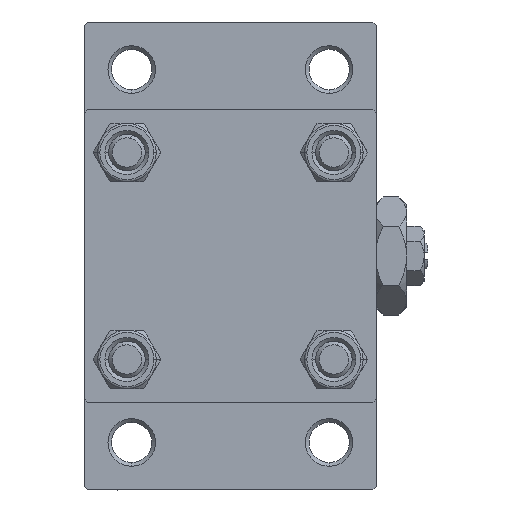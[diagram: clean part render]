
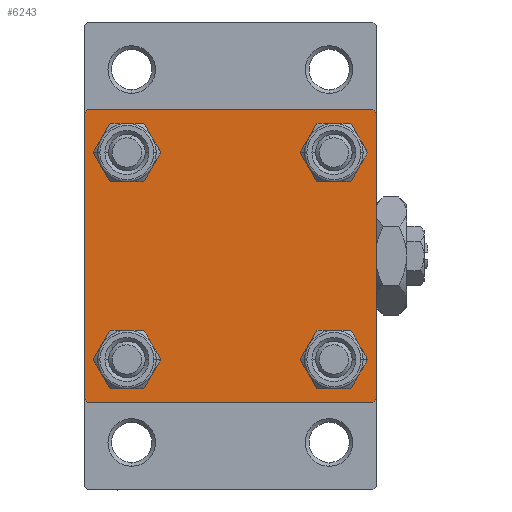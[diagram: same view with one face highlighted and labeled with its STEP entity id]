
A CAD part, left-side view. The second image highlights one B-rep face of the part: STEP entity #6243.
In plain terms, the highlighted planar face has unit normal (-1, 0, 0).
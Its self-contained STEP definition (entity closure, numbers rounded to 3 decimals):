
#260 = DIRECTION ( 'NONE',  ( 0., 0.707, -0.707 ) ) ;
#311 = CARTESIAN_POINT ( 'NONE',  ( 0., 20., 19.5 ) ) ;
#1008 = ORIENTED_EDGE ( 'NONE', *, *, #4548, .F. ) ;
#1271 = DIRECTION ( 'NONE',  ( 1., 0., 0. ) ) ;
#1286 = VERTEX_POINT ( 'NONE', #42490 ) ;
#1633 = LINE ( 'NONE', #5547, #41245 ) ;
#1958 = ORIENTED_EDGE ( 'NONE', *, *, #6411, .T. ) ;
#2094 = EDGE_CURVE ( 'NONE', #42367, #31744, #7910, .T. ) ;
#2212 = VERTEX_POINT ( 'NONE', #10934 ) ;
#2295 = CARTESIAN_POINT ( 'NONE',  ( 0., 0., 0. ) ) ;
#4090 = CARTESIAN_POINT ( 'NONE',  ( 0., -14.15, -11.15 ) ) ;
#4548 = EDGE_CURVE ( 'NONE', #28179, #28063, #39587, .T. ) ;
#4864 = AXIS2_PLACEMENT_3D ( 'NONE', #21026, #25438, #33072 ) ;
#5131 = DIRECTION ( 'NONE',  ( 0., -0.707, 0.707 ) ) ;
#5401 = CARTESIAN_POINT ( 'NONE',  ( 0., -14.15, 14.15 ) ) ;
#5547 = CARTESIAN_POINT ( 'NONE',  ( 0., -19.75, 19.75 ) ) ;
#5924 = DIRECTION ( 'NONE',  ( 0., 0., 1. ) ) ;
#6243 = ADVANCED_FACE ( 'NONE', ( #24915, #16821, #28150, #17062, #23933 ), #32085, .T. ) ;
#6411 = EDGE_CURVE ( 'NONE', #41443, #28063, #12051, .T. ) ;
#6752 = CARTESIAN_POINT ( 'NONE',  ( 0., 19.75, -19.75 ) ) ;
#7167 = VECTOR ( 'NONE', #9788, 1000. ) ;
#7200 = VERTEX_POINT ( 'NONE', #13949 ) ;
#7910 = CIRCLE ( 'NONE', #14987, 3. ) ;
#8294 = VERTEX_POINT ( 'NONE', #26192 ) ;
#8450 = VECTOR ( 'NONE', #38358, 1000. ) ;
#8575 = CARTESIAN_POINT ( 'NONE',  ( 0., 19.75, 19.75 ) ) ;
#8854 = EDGE_CURVE ( 'NONE', #13056, #47839, #40594, .T. ) ;
#9063 = CARTESIAN_POINT ( 'NONE',  ( 0., -19.75, -19.75 ) ) ;
#9114 = CARTESIAN_POINT ( 'NONE',  ( 0., 14.15, 14.15 ) ) ;
#9788 = DIRECTION ( 'NONE',  ( 0., 0., -1. ) ) ;
#10077 = AXIS2_PLACEMENT_3D ( 'NONE', #5401, #16737, #10493 ) ;
#10493 = DIRECTION ( 'NONE',  ( 0., 0., 1. ) ) ;
#10934 = CARTESIAN_POINT ( 'NONE',  ( 0., -14.15, 11.15 ) ) ;
#11958 = DIRECTION ( 'NONE',  ( 0., 0., 1. ) ) ;
#12051 = LINE ( 'NONE', #9063, #44693 ) ;
#12102 = EDGE_CURVE ( 'NONE', #2212, #38803, #16184, .T. ) ;
#12296 = VECTOR ( 'NONE', #260, 1000. ) ;
#12717 = DIRECTION ( 'NONE',  ( 0., 0., -1. ) ) ;
#12723 = LINE ( 'NONE', #12965, #8450 ) ;
#12938 = ORIENTED_EDGE ( 'NONE', *, *, #38974, .T. ) ;
#12965 = CARTESIAN_POINT ( 'NONE',  ( 0., 20., -20. ) ) ;
#13056 = VERTEX_POINT ( 'NONE', #22575 ) ;
#13125 = EDGE_CURVE ( 'NONE', #1286, #25732, #30756, .T. ) ;
#13949 = CARTESIAN_POINT ( 'NONE',  ( 0., 20., -19.5 ) ) ;
#13973 = AXIS2_PLACEMENT_3D ( 'NONE', #42479, #31149, #11958 ) ;
#14005 = CIRCLE ( 'NONE', #47833, 3. ) ;
#14964 = AXIS2_PLACEMENT_3D ( 'NONE', #19174, #34196, #41364 ) ;
#14987 = AXIS2_PLACEMENT_3D ( 'NONE', #43955, #24725, #47418 ) ;
#15859 = DIRECTION ( 'NONE',  ( 0., 0., 1. ) ) ;
#15994 = EDGE_CURVE ( 'NONE', #8294, #41443, #12723, .T. ) ;
#16184 = CIRCLE ( 'NONE', #22470, 3. ) ;
#16341 = EDGE_CURVE ( 'NONE', #26034, #46420, #36766, .T. ) ;
#16637 = DIRECTION ( 'NONE',  ( 0., 0.707, 0.707 ) ) ;
#16737 = DIRECTION ( 'NONE',  ( 1., 0., 0. ) ) ;
#16821 = FACE_BOUND ( 'NONE', #38400, .T. ) ;
#17054 = DIRECTION ( 'NONE',  ( 0., -1., 0. ) ) ;
#17062 = FACE_BOUND ( 'NONE', #47206, .T. ) ;
#17093 = EDGE_CURVE ( 'NONE', #38803, #2212, #20289, .T. ) ;
#17202 = EDGE_CURVE ( 'NONE', #31744, #42367, #14005, .T. ) ;
#17298 = DIRECTION ( 'NONE',  ( -1., 0., 0. ) ) ;
#18110 = DIRECTION ( 'NONE',  ( 0., 0., 1. ) ) ;
#18544 = AXIS2_PLACEMENT_3D ( 'NONE', #9114, #1271, #5924 ) ;
#18604 = CARTESIAN_POINT ( 'NONE',  ( 0., -20., -19.5 ) ) ;
#19174 = CARTESIAN_POINT ( 'NONE',  ( 0., 14.15, 14.15 ) ) ;
#19296 = DIRECTION ( 'NONE',  ( 1., 0., 0. ) ) ;
#20090 = ORIENTED_EDGE ( 'NONE', *, *, #29332, .T. ) ;
#20289 = CIRCLE ( 'NONE', #10077, 3. ) ;
#21016 = CARTESIAN_POINT ( 'NONE',  ( 0., 14.15, 11.15 ) ) ;
#21026 = CARTESIAN_POINT ( 'NONE',  ( 0., 14.15, -14.15 ) ) ;
#21561 = CARTESIAN_POINT ( 'NONE',  ( 0., -14.15, -14.15 ) ) ;
#22470 = AXIS2_PLACEMENT_3D ( 'NONE', #38026, #19296, #15859 ) ;
#22575 = CARTESIAN_POINT ( 'NONE',  ( 0., 14.15, 17.15 ) ) ;
#23723 = CARTESIAN_POINT ( 'NONE',  ( 0., -20., 19.5 ) ) ;
#23769 = EDGE_LOOP ( 'NONE', ( #25967, #44078, #45569, #1958, #1008, #12938, #37442, #45783 ) ) ;
#23933 = FACE_OUTER_BOUND ( 'NONE', #23769, .T. ) ;
#24048 = CARTESIAN_POINT ( 'NONE',  ( 0., -20., 20. ) ) ;
#24326 = ORIENTED_EDGE ( 'NONE', *, *, #26105, .T. ) ;
#24725 = DIRECTION ( 'NONE',  ( 1., 0., 0. ) ) ;
#24915 = FACE_BOUND ( 'NONE', #36681, .T. ) ;
#25438 = DIRECTION ( 'NONE',  ( 1., 0., 0. ) ) ;
#25732 = VERTEX_POINT ( 'NONE', #311 ) ;
#25772 = ORIENTED_EDGE ( 'NONE', *, *, #17093, .T. ) ;
#25967 = ORIENTED_EDGE ( 'NONE', *, *, #48566, .T. ) ;
#26034 = VERTEX_POINT ( 'NONE', #45787 ) ;
#26105 = EDGE_CURVE ( 'NONE', #47839, #13056, #36165, .T. ) ;
#26192 = CARTESIAN_POINT ( 'NONE',  ( 0., 19.5, -20. ) ) ;
#27084 = EDGE_LOOP ( 'NONE', ( #33678, #20090 ) ) ;
#28063 = VERTEX_POINT ( 'NONE', #18604 ) ;
#28150 = FACE_BOUND ( 'NONE', #27084, .T. ) ;
#28179 = VERTEX_POINT ( 'NONE', #23723 ) ;
#28465 = CIRCLE ( 'NONE', #4864, 3. ) ;
#28687 = DIRECTION ( 'NONE',  ( 0., -0.707, -0.707 ) ) ;
#29332 = EDGE_CURVE ( 'NONE', #46420, #26034, #28465, .T. ) ;
#29387 = CARTESIAN_POINT ( 'NONE',  ( 0., -14.15, -17.15 ) ) ;
#30756 = LINE ( 'NONE', #8575, #12296 ) ;
#31149 = DIRECTION ( 'NONE',  ( 1., 0., 0. ) ) ;
#31202 = LINE ( 'NONE', #46245, #31212 ) ;
#31212 = VECTOR ( 'NONE', #12717, 1000. ) ;
#31744 = VERTEX_POINT ( 'NONE', #29387 ) ;
#32085 = PLANE ( 'NONE',  #35565 ) ;
#32218 = CARTESIAN_POINT ( 'NONE',  ( 0., 14.15, -17.15 ) ) ;
#32317 = CARTESIAN_POINT ( 'NONE',  ( 0., 20., 20. ) ) ;
#32328 = DIRECTION ( 'NONE',  ( 0., 0., 1. ) ) ;
#32643 = ORIENTED_EDGE ( 'NONE', *, *, #8854, .T. ) ;
#32686 = CARTESIAN_POINT ( 'NONE',  ( 0., -14.15, 17.15 ) ) ;
#33072 = DIRECTION ( 'NONE',  ( 0., 0., 1. ) ) ;
#33470 = LINE ( 'NONE', #32317, #38068 ) ;
#33678 = ORIENTED_EDGE ( 'NONE', *, *, #16341, .T. ) ;
#34196 = DIRECTION ( 'NONE',  ( 1., 0., 0. ) ) ;
#34939 = VERTEX_POINT ( 'NONE', #43792 ) ;
#35565 = AXIS2_PLACEMENT_3D ( 'NONE', #2295, #17298, #32328 ) ;
#36165 = CIRCLE ( 'NONE', #14964, 3. ) ;
#36681 = EDGE_LOOP ( 'NONE', ( #25772, #41064 ) ) ;
#36766 = CIRCLE ( 'NONE', #13973, 3. ) ;
#37442 = ORIENTED_EDGE ( 'NONE', *, *, #38448, .F. ) ;
#38026 = CARTESIAN_POINT ( 'NONE',  ( 0., -14.15, 14.15 ) ) ;
#38049 = EDGE_CURVE ( 'NONE', #7200, #8294, #47416, .T. ) ;
#38068 = VECTOR ( 'NONE', #17054, 1000. ) ;
#38358 = DIRECTION ( 'NONE',  ( 0., -1., 0. ) ) ;
#38400 = EDGE_LOOP ( 'NONE', ( #44789, #47447 ) ) ;
#38448 = EDGE_CURVE ( 'NONE', #1286, #34939, #33470, .T. ) ;
#38803 = VERTEX_POINT ( 'NONE', #32686 ) ;
#38974 = EDGE_CURVE ( 'NONE', #28179, #34939, #1633, .T. ) ;
#39587 = LINE ( 'NONE', #24048, #7167 ) ;
#39630 = VECTOR ( 'NONE', #28687, 1000. ) ;
#40594 = CIRCLE ( 'NONE', #18544, 3. ) ;
#41064 = ORIENTED_EDGE ( 'NONE', *, *, #12102, .T. ) ;
#41245 = VECTOR ( 'NONE', #16637, 1000. ) ;
#41364 = DIRECTION ( 'NONE',  ( 0., 0., 1. ) ) ;
#41443 = VERTEX_POINT ( 'NONE', #48614 ) ;
#42367 = VERTEX_POINT ( 'NONE', #4090 ) ;
#42479 = CARTESIAN_POINT ( 'NONE',  ( 0., 14.15, -14.15 ) ) ;
#42490 = CARTESIAN_POINT ( 'NONE',  ( 0., 19.5, 20. ) ) ;
#42847 = DIRECTION ( 'NONE',  ( 1., 0., 0. ) ) ;
#43792 = CARTESIAN_POINT ( 'NONE',  ( 0., -19.5, 20. ) ) ;
#43955 = CARTESIAN_POINT ( 'NONE',  ( 0., -14.15, -14.15 ) ) ;
#44078 = ORIENTED_EDGE ( 'NONE', *, *, #38049, .T. ) ;
#44693 = VECTOR ( 'NONE', #5131, 1000. ) ;
#44789 = ORIENTED_EDGE ( 'NONE', *, *, #2094, .T. ) ;
#45569 = ORIENTED_EDGE ( 'NONE', *, *, #15994, .T. ) ;
#45783 = ORIENTED_EDGE ( 'NONE', *, *, #13125, .T. ) ;
#45787 = CARTESIAN_POINT ( 'NONE',  ( 0., 14.15, -11.15 ) ) ;
#46245 = CARTESIAN_POINT ( 'NONE',  ( 0., 20., 20. ) ) ;
#46420 = VERTEX_POINT ( 'NONE', #32218 ) ;
#47206 = EDGE_LOOP ( 'NONE', ( #32643, #24326 ) ) ;
#47416 = LINE ( 'NONE', #6752, #39630 ) ;
#47418 = DIRECTION ( 'NONE',  ( 0., 0., 1. ) ) ;
#47447 = ORIENTED_EDGE ( 'NONE', *, *, #17202, .T. ) ;
#47833 = AXIS2_PLACEMENT_3D ( 'NONE', #21561, #42847, #18110 ) ;
#47839 = VERTEX_POINT ( 'NONE', #21016 ) ;
#48566 = EDGE_CURVE ( 'NONE', #25732, #7200, #31202, .T. ) ;
#48614 = CARTESIAN_POINT ( 'NONE',  ( 0., -19.5, -20. ) ) ;
